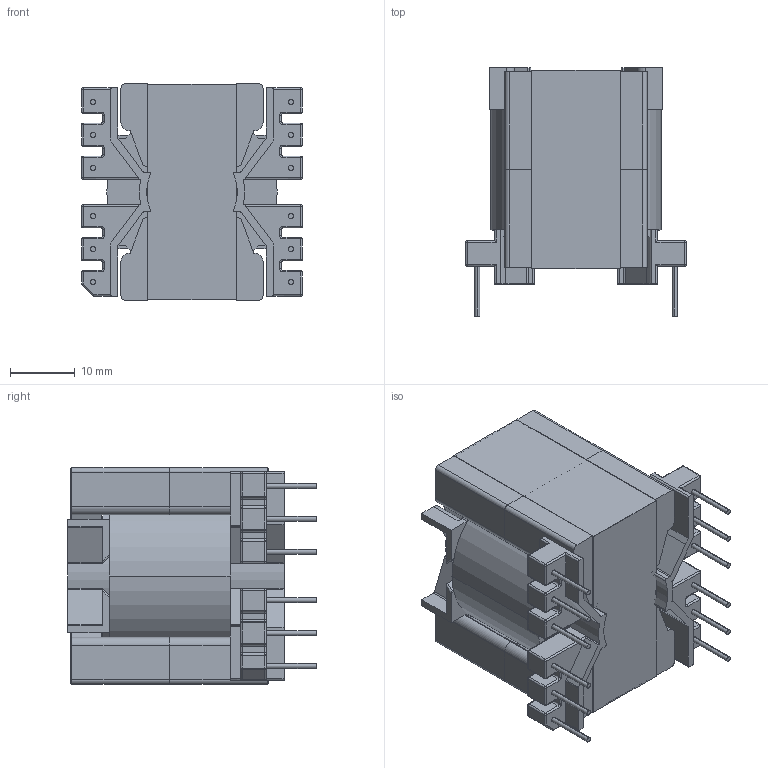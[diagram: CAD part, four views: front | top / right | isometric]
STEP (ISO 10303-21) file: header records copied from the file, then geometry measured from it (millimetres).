
FILE_DESCRIPTION (( 'STEP AP214' ), '1' );
FILE_NAME ('PQ3230_4796.STEP', '2019-02-01T14:35:20', ( '' ), ( '' ), 'SwSTEP 2.0', 'SolidWorks 2017', '' );
FILE_SCHEMA (( 'AUTOMOTIVE_DESIGN' ));
Length unit declared in the file: millimetre
Products named in the file (5): PQ3230_4796; 440-8054-2411; 150-2411_6A; 070-4796_coil; 070-4796_6B
Assembly tree (5 placements, depth 2):
  PQ3230_4796
    070-4796_6B
    070-4796_coil
    150-2411_6A  x2
    440-8054-2411
Bounding box: 34.2 x 38.52 x 33.5 mm (x, y, z)
Volume: 23510.6 mm3; surface area: 19968 mm2
Topology: 5 solids, 5 shells, 564 faces, 1442 edges, 848 vertices
Faces by surface type: cylinder 251, plane 231, sphere 50, torus 32
Entity records: 15728 total; most frequent: DIRECTION 2770, CARTESIAN_POINT 2686, ORIENTED_EDGE 2540, EDGE_CURVE 1270, AXIS2_PLACEMENT_3D 1012, VERTEX_POINT 768, VECTOR 746, LINE 746
